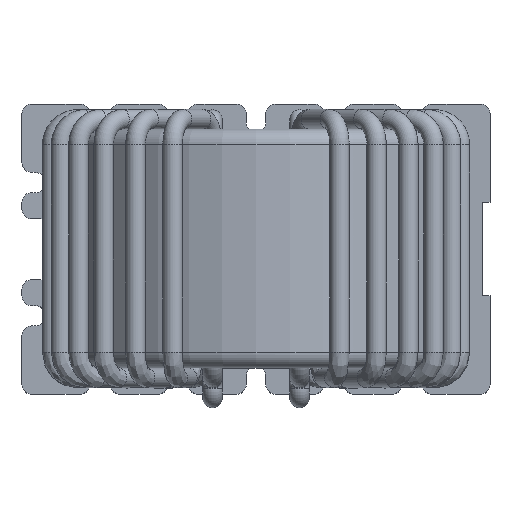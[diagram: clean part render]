
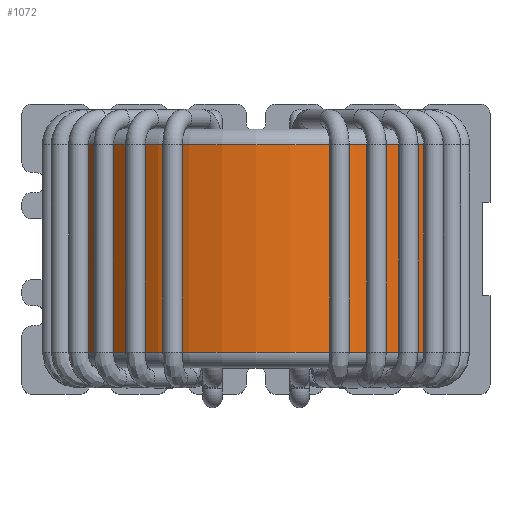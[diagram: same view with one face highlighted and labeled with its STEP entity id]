
A CAD part, top view. The second image highlights one B-rep face of the part: STEP entity #1072.
In plain terms, the highlighted cylindrical face has radius 12.5 mm (diameter 25 mm), a full revolution.
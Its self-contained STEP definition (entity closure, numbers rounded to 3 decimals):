
#1072 = ADVANCED_FACE( '', ( #2483, #2484, #2485, #2486 ), #2487, .T. );
#2483 = FACE_OUTER_BOUND( '', #11120, .T. );
#2484 = FACE_OUTER_BOUND( '', #11121, .T. );
#2485 = FACE_BOUND( '', #11122, .T. );
#2486 = FACE_BOUND( '', #11123, .T. );
#2487 = CYLINDRICAL_SURFACE( '', #11124, 12.5 );
#11120 = EDGE_LOOP( '', ( #17797 ) );
#11121 = EDGE_LOOP( '', ( #17798 ) );
#11122 = EDGE_LOOP( '', ( #17799, #17800, #17801, #17802 ) );
#11123 = EDGE_LOOP( '', ( #17803, #17804, #17805, #17806 ) );
#11124 = AXIS2_PLACEMENT_3D( '', #17807, #17808, #17809 );
#17797 = ORIENTED_EDGE( '', *, *, #18906, .T. );
#17798 = ORIENTED_EDGE( '', *, *, #19167, .T. );
#17799 = ORIENTED_EDGE( '', *, *, #19650, .F. );
#17800 = ORIENTED_EDGE( '', *, *, #19130, .F. );
#17801 = ORIENTED_EDGE( '', *, *, #19322, .F. );
#17802 = ORIENTED_EDGE( '', *, *, #18778, .F. );
#17803 = ORIENTED_EDGE( '', *, *, #19637, .F. );
#17804 = ORIENTED_EDGE( '', *, *, #19651, .F. );
#17805 = ORIENTED_EDGE( '', *, *, #19504, .F. );
#17806 = ORIENTED_EDGE( '', *, *, #19313, .F. );
#17807 = CARTESIAN_POINT( '', ( 0., -7.65, 19.5 ) );
#17808 = DIRECTION( '', ( 0., -1., 0. ) );
#17809 = DIRECTION( '', ( 0., 0., 1. ) );
#18778 = EDGE_CURVE( '', #19973, #19975, #19976, .T. );
#18906 = EDGE_CURVE( '', #20185, #20185, #20186, .T. );
#19130 = EDGE_CURVE( '', #20562, #20565, #20566, .F. );
#19167 = EDGE_CURVE( '', #20622, #20622, #20623, .F. );
#19313 = EDGE_CURVE( '', #20837, #20839, #20840, .T. );
#19322 = EDGE_CURVE( '', #19975, #20562, #20853, .F. );
#19504 = EDGE_CURVE( '', #20839, #21112, #21113, .F. );
#19637 = EDGE_CURVE( '', #21293, #20837, #21295, .T. );
#19650 = EDGE_CURVE( '', #20565, #19973, #21310, .F. );
#19651 = EDGE_CURVE( '', #21112, #21293, #21311, .T. );
#19973 = VERTEX_POINT( '', #21746 );
#19975 = VERTEX_POINT( '', #21749 );
#19976 = LINE( '', #21750, #21751 );
#20185 = VERTEX_POINT( '', #21980 );
#20186 = CIRCLE( '', #21981, 12.5 );
#20562 = VERTEX_POINT( '', #22440 );
#20565 = VERTEX_POINT( '', #22444 );
#20566 = LINE( '', #22445, #22446 );
#20622 = VERTEX_POINT( '', #22509 );
#20623 = CIRCLE( '', #22510, 12.5 );
#20837 = VERTEX_POINT( '', #22753 );
#20839 = VERTEX_POINT( '', #22756 );
#20840 = CIRCLE( '', #22757, 12.5 );
#20853 = CIRCLE( '', #22772, 12.5 );
#21112 = VERTEX_POINT( '', #23104 );
#21113 = LINE( '', #23105, #23106 );
#21293 = VERTEX_POINT( '', #23331 );
#21295 = LINE( '', #23334, #23335 );
#21310 = CIRCLE( '', #23351, 12.5 );
#21311 = CIRCLE( '', #23352, 12.5 );
#21746 = CARTESIAN_POINT( '', ( 5.344, 5., 8.2 ) );
#21749 = CARTESIAN_POINT( '', ( 5.344, 3.5, 8.2 ) );
#21750 = CARTESIAN_POINT( '', ( 5.344, 49.709, 8.2 ) );
#21751 = VECTOR( '', #23735, 1000. );
#21980 = CARTESIAN_POINT( '', ( 0., -6.65, 32. ) );
#21981 = AXIS2_PLACEMENT_3D( '', #23957, #23958, #23959 );
#22440 = CARTESIAN_POINT( '', ( -5.344, 3.5, 8.2 ) );
#22444 = CARTESIAN_POINT( '', ( -5.344, 5., 8.2 ) );
#22445 = CARTESIAN_POINT( '', ( -5.344, 49.709, 8.2 ) );
#22446 = VECTOR( '', #24320, 1000. );
#22509 = CARTESIAN_POINT( '', ( 0., 6.65, 32. ) );
#22510 = AXIS2_PLACEMENT_3D( '', #24382, #24383, #24384 );
#22753 = CARTESIAN_POINT( '', ( -5.344, -3.5, 8.2 ) );
#22756 = CARTESIAN_POINT( '', ( 5.344, -3.5, 8.2 ) );
#22757 = AXIS2_PLACEMENT_3D( '', #24589, #24590, #24591 );
#22772 = AXIS2_PLACEMENT_3D( '', #24603, #24604, #24605 );
#23104 = CARTESIAN_POINT( '', ( 5.344, -5., 8.2 ) );
#23105 = CARTESIAN_POINT( '', ( 5.344, -49.709, 8.2 ) );
#23106 = VECTOR( '', #24848, 1000. );
#23331 = CARTESIAN_POINT( '', ( -5.344, -5., 8.2 ) );
#23334 = CARTESIAN_POINT( '', ( -5.344, -49.709, 8.2 ) );
#23335 = VECTOR( '', #25030, 1000. );
#23351 = AXIS2_PLACEMENT_3D( '', #25041, #25042, #25043 );
#23352 = AXIS2_PLACEMENT_3D( '', #25044, #25045, #25046 );
#23735 = DIRECTION( '', ( 0., -1., 0. ) );
#23957 = CARTESIAN_POINT( '', ( 0., -6.65, 19.5 ) );
#23958 = DIRECTION( '', ( 0., 1., 0. ) );
#23959 = DIRECTION( '', ( 0., 0., 1. ) );
#24320 = DIRECTION( '', ( 0., -1., 0. ) );
#24382 = CARTESIAN_POINT( '', ( 0., 6.65, 19.5 ) );
#24383 = DIRECTION( '', ( 0., 1., 0. ) );
#24384 = DIRECTION( '', ( 0., 0., 1. ) );
#24589 = CARTESIAN_POINT( '', ( 0., -3.5, 19.5 ) );
#24590 = DIRECTION( '', ( 0., -1., 0. ) );
#24591 = DIRECTION( '', ( 0., 0., -1. ) );
#24603 = CARTESIAN_POINT( '', ( 0., 3.5, 19.5 ) );
#24604 = DIRECTION( '', ( 0., -1., 0. ) );
#24605 = DIRECTION( '', ( 0., 0., -1. ) );
#24848 = DIRECTION( '', ( 0., 1., 0. ) );
#25030 = DIRECTION( '', ( 0., 1., 0. ) );
#25041 = CARTESIAN_POINT( '', ( 0., 5., 19.5 ) );
#25042 = DIRECTION( '', ( 0., 1., 0. ) );
#25043 = DIRECTION( '', ( 0., 0., 1. ) );
#25044 = CARTESIAN_POINT( '', ( 0., -5., 19.5 ) );
#25045 = DIRECTION( '', ( 0., 1., 0. ) );
#25046 = DIRECTION( '', ( 0., 0., 1. ) );
